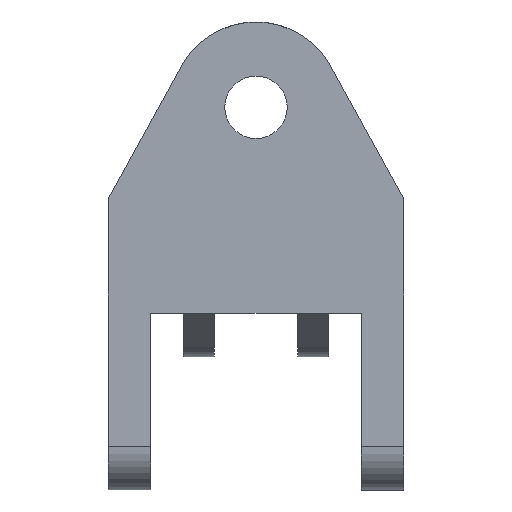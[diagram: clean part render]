
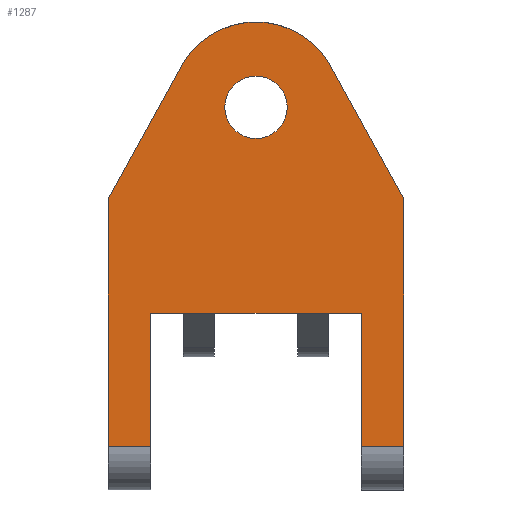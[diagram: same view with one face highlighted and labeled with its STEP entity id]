
A CAD part, front view. The second image highlights one B-rep face of the part: STEP entity #1287.
In plain terms, the highlighted planar face has unit normal (0, -1, 0).
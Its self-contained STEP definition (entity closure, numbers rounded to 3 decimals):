
#23 = AXIS2_PLACEMENT_3D ( 'NONE', #170, #538, #800 ) ;
#36 = EDGE_CURVE ( 'NONE', #447, #1178, #707, .T. ) ;
#39 = VERTEX_POINT ( 'NONE', #465 ) ;
#43 = FACE_OUTER_BOUND ( 'NONE', #1171, .T. ) ;
#60 = PLANE ( 'NONE',  #23 ) ;
#95 = VECTOR ( 'NONE', #958, 1000. ) ;
#108 = LINE ( 'NONE', #855, #764 ) ;
#150 = ORIENTED_EDGE ( 'NONE', *, *, #1587, .F. ) ;
#155 = CARTESIAN_POINT ( 'NONE',  ( 179.615, 0., 98.81 ) ) ;
#170 = CARTESIAN_POINT ( 'NONE',  ( 0., 0., 0. ) ) ;
#177 = LINE ( 'NONE', #797, #810 ) ;
#202 = ORIENTED_EDGE ( 'NONE', *, *, #1545, .F. ) ;
#233 = CARTESIAN_POINT ( 'NONE',  ( 0., 0., 75. ) ) ;
#240 = ORIENTED_EDGE ( 'NONE', *, *, #1523, .T. ) ;
#245 = CARTESIAN_POINT ( 'NONE',  ( -253., 0., -815. ) ) ;
#249 = EDGE_CURVE ( 'NONE', #1087, #380, #177, .T. ) ;
#255 = DIRECTION ( 'NONE',  ( 0., 0., 1. ) ) ;
#260 = DIRECTION ( 'NONE',  ( -1., 0., 0. ) ) ;
#306 = CARTESIAN_POINT ( 'NONE',  ( -355., 0., -220. ) ) ;
#369 = ORIENTED_EDGE ( 'NONE', *, *, #675, .T. ) ;
#380 = VERTEX_POINT ( 'NONE', #930 ) ;
#392 = CARTESIAN_POINT ( 'NONE',  ( -355., 0., -815. ) ) ;
#426 = AXIS2_PLACEMENT_3D ( 'NONE', #1257, #639, #525 ) ;
#435 = DIRECTION ( 'NONE',  ( 1., 0., 0. ) ) ;
#447 = VERTEX_POINT ( 'NONE', #1311 ) ;
#451 = CIRCLE ( 'NONE', #1602, 75. ) ;
#457 = CARTESIAN_POINT ( 'NONE',  ( 253., 0., -815. ) ) ;
#465 = CARTESIAN_POINT ( 'NONE',  ( -355., 0., -220. ) ) ;
#470 = CARTESIAN_POINT ( 'NONE',  ( 253., 0., -815. ) ) ;
#501 = CARTESIAN_POINT ( 'NONE',  ( 253., 0., -495. ) ) ;
#519 = VERTEX_POINT ( 'NONE', #978 ) ;
#525 = DIRECTION ( 'NONE',  ( 0., 0., 1. ) ) ;
#538 = DIRECTION ( 'NONE',  ( 0., 1., 0. ) ) ;
#539 = DIRECTION ( 'NONE',  ( 0.482, 0., -0.876 ) ) ;
#547 = VECTOR ( 'NONE', #558, 1000. ) ;
#548 = VECTOR ( 'NONE', #951, 1000. ) ;
#558 = DIRECTION ( 'NONE',  ( 0., 0., 1. ) ) ;
#567 = ORIENTED_EDGE ( 'NONE', *, *, #578, .F. ) ;
#568 = VECTOR ( 'NONE', #714, 1000. ) ;
#573 = LINE ( 'NONE', #1068, #1459 ) ;
#578 = EDGE_CURVE ( 'NONE', #39, #1105, #108, .T. ) ;
#584 = ORIENTED_EDGE ( 'NONE', *, *, #896, .T. ) ;
#604 = EDGE_CURVE ( 'NONE', #1101, #519, #1365, .T. ) ;
#612 = CARTESIAN_POINT ( 'NONE',  ( 0., 0., -75. ) ) ;
#639 = DIRECTION ( 'NONE',  ( 0., 1., 0. ) ) ;
#669 = VERTEX_POINT ( 'NONE', #233 ) ;
#675 = EDGE_CURVE ( 'NONE', #1101, #1353, #1577, .T. ) ;
#707 = LINE ( 'NONE', #1229, #568 ) ;
#714 = DIRECTION ( 'NONE',  ( -1., 0., 0. ) ) ;
#737 = DIRECTION ( 'NONE',  ( 0., 0., 1. ) ) ;
#764 = VECTOR ( 'NONE', #1104, 1000. ) ;
#772 = LINE ( 'NONE', #782, #1479 ) ;
#782 = CARTESIAN_POINT ( 'NONE',  ( 355., 0., -220. ) ) ;
#797 = CARTESIAN_POINT ( 'NONE',  ( 355., 0., -495. ) ) ;
#800 = DIRECTION ( 'NONE',  ( 0., 0., 1. ) ) ;
#801 = EDGE_CURVE ( 'NONE', #1178, #39, #920, .T. ) ;
#810 = VECTOR ( 'NONE', #921, 1000. ) ;
#855 = CARTESIAN_POINT ( 'NONE',  ( -179.615, 0., 98.81 ) ) ;
#872 = CARTESIAN_POINT ( 'NONE',  ( 0., 0., 0. ) ) ;
#887 = CARTESIAN_POINT ( 'NONE',  ( -179.615, 0., 98.81 ) ) ;
#896 = EDGE_CURVE ( 'NONE', #1353, #380, #573, .T. ) ;
#920 = LINE ( 'NONE', #306, #547 ) ;
#921 = DIRECTION ( 'NONE',  ( 0., 0., -1. ) ) ;
#930 = CARTESIAN_POINT ( 'NONE',  ( 355., 0., -815. ) ) ;
#951 = DIRECTION ( 'NONE',  ( 0., 0., -1. ) ) ;
#958 = DIRECTION ( 'NONE',  ( 0., 0., -1. ) ) ;
#963 = CARTESIAN_POINT ( 'NONE',  ( -355., 0., -495. ) ) ;
#965 = ORIENTED_EDGE ( 'NONE', *, *, #1483, .F. ) ;
#978 = CARTESIAN_POINT ( 'NONE',  ( -253., 0., -495. ) ) ;
#986 = CARTESIAN_POINT ( 'NONE',  ( 0., 0., 0. ) ) ;
#988 = ORIENTED_EDGE ( 'NONE', *, *, #604, .F. ) ;
#993 = CARTESIAN_POINT ( 'NONE',  ( 355., 0., -220. ) ) ;
#1016 = FACE_BOUND ( 'NONE', #1282, .T. ) ;
#1068 = CARTESIAN_POINT ( 'NONE',  ( 253., 0., -815. ) ) ;
#1087 = VERTEX_POINT ( 'NONE', #993 ) ;
#1101 = VERTEX_POINT ( 'NONE', #501 ) ;
#1104 = DIRECTION ( 'NONE',  ( 0.482, 0., 0.876 ) ) ;
#1105 = VERTEX_POINT ( 'NONE', #887 ) ;
#1121 = VECTOR ( 'NONE', #260, 1000. ) ;
#1123 = VERTEX_POINT ( 'NONE', #612 ) ;
#1139 = VERTEX_POINT ( 'NONE', #155 ) ;
#1159 = EDGE_CURVE ( 'NONE', #1123, #669, #451, .T. ) ;
#1171 = EDGE_LOOP ( 'NONE', ( #1469, #1307, #965, #988, #369, #584, #1313, #202, #150, #567 ) ) ;
#1178 = VERTEX_POINT ( 'NONE', #392 ) ;
#1229 = CARTESIAN_POINT ( 'NONE',  ( -253., 0., -815. ) ) ;
#1257 = CARTESIAN_POINT ( 'NONE',  ( 0., 0., 0. ) ) ;
#1271 = CIRCLE ( 'NONE', #1423, 75. ) ;
#1282 = EDGE_LOOP ( 'NONE', ( #1470, #240 ) ) ;
#1287 = ADVANCED_FACE ( 'NONE', ( #43, #1016 ), #60, .F. ) ;
#1307 = ORIENTED_EDGE ( 'NONE', *, *, #36, .F. ) ;
#1311 = CARTESIAN_POINT ( 'NONE',  ( -253., 0., -815. ) ) ;
#1313 = ORIENTED_EDGE ( 'NONE', *, *, #249, .F. ) ;
#1352 = LINE ( 'NONE', #245, #95 ) ;
#1353 = VERTEX_POINT ( 'NONE', #470 ) ;
#1365 = LINE ( 'NONE', #963, #1121 ) ;
#1381 = DIRECTION ( 'NONE',  ( 0., 1., 0. ) ) ;
#1423 = AXIS2_PLACEMENT_3D ( 'NONE', #986, #1491, #255 ) ;
#1459 = VECTOR ( 'NONE', #435, 1000. ) ;
#1469 = ORIENTED_EDGE ( 'NONE', *, *, #801, .F. ) ;
#1470 = ORIENTED_EDGE ( 'NONE', *, *, #1159, .T. ) ;
#1479 = VECTOR ( 'NONE', #539, 1000. ) ;
#1483 = EDGE_CURVE ( 'NONE', #519, #447, #1352, .T. ) ;
#1491 = DIRECTION ( 'NONE',  ( 0., 1., 0. ) ) ;
#1523 = EDGE_CURVE ( 'NONE', #669, #1123, #1271, .T. ) ;
#1545 = EDGE_CURVE ( 'NONE', #1139, #1087, #772, .T. ) ;
#1577 = LINE ( 'NONE', #457, #548 ) ;
#1587 = EDGE_CURVE ( 'NONE', #1105, #1139, #1596, .T. ) ;
#1596 = CIRCLE ( 'NONE', #426, 205. ) ;
#1602 = AXIS2_PLACEMENT_3D ( 'NONE', #872, #1381, #737 ) ;
